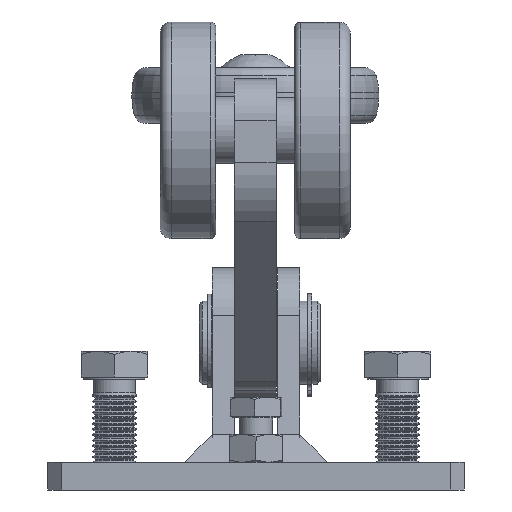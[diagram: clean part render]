
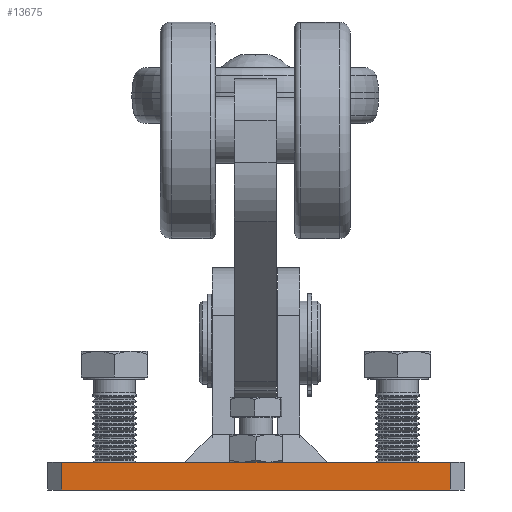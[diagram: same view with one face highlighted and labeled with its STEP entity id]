
A CAD part, left-side view. The second image highlights one B-rep face of the part: STEP entity #13675.
In plain terms, the highlighted planar face has unit normal (-1, 0, 0).
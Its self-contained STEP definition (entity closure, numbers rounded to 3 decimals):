
#978=PLANE('',#15276);
#1786=FACE_OUTER_BOUND('',#2583,.T.);
#2583=EDGE_LOOP('',(#11860,#11861,#11862,#11863));
#3309=LINE('',#23678,#4360);
#3329=LINE('',#23761,#4380);
#3330=LINE('',#23764,#4381);
#3373=LINE('',#23883,#4424);
#4360=VECTOR('',#18066,10.);
#4380=VECTOR('',#18136,10.);
#4381=VECTOR('',#18139,10.);
#4424=VECTOR('',#18276,10.);
#6555=VERTEX_POINT('',#23675);
#6556=VERTEX_POINT('',#23677);
#6594=VERTEX_POINT('',#23759);
#6595=VERTEX_POINT('',#23763);
#8348=EDGE_CURVE('',#6556,#6555,#3309,.T.);
#8390=EDGE_CURVE('',#6594,#6555,#3329,.T.);
#8391=EDGE_CURVE('',#6556,#6595,#3330,.T.);
#8451=EDGE_CURVE('',#6594,#6595,#3373,.T.);
#11860=ORIENTED_EDGE('',*,*,#8390,.F.);
#11861=ORIENTED_EDGE('',*,*,#8451,.T.);
#11862=ORIENTED_EDGE('',*,*,#8391,.F.);
#11863=ORIENTED_EDGE('',*,*,#8348,.T.);
#13675=ADVANCED_FACE('',(#1786),#978,.T.);
#15276=AXIS2_PLACEMENT_3D('',#23882,#18274,#18275);
#18066=DIRECTION('',(0.,1.,0.));
#18136=DIRECTION('',(0.,0.,1.));
#18139=DIRECTION('',(0.,0.,-1.));
#18274=DIRECTION('center_axis',(-1.,0.,0.));
#18275=DIRECTION('ref_axis',(0.,0.,1.));
#18276=DIRECTION('',(0.,-1.,0.));
#23675=CARTESIAN_POINT('',(-150.,70.,10.));
#23677=CARTESIAN_POINT('',(-150.,-70.,10.));
#23678=CARTESIAN_POINT('',(-150.,75.,10.));
#23759=CARTESIAN_POINT('',(-150.,70.,0.));
#23761=CARTESIAN_POINT('',(-150.,70.,0.));
#23763=CARTESIAN_POINT('',(-150.,-70.,0.));
#23764=CARTESIAN_POINT('',(-150.,-70.,0.));
#23882=CARTESIAN_POINT('Origin',(-150.,-75.,0.));
#23883=CARTESIAN_POINT('',(-150.,75.,0.));
